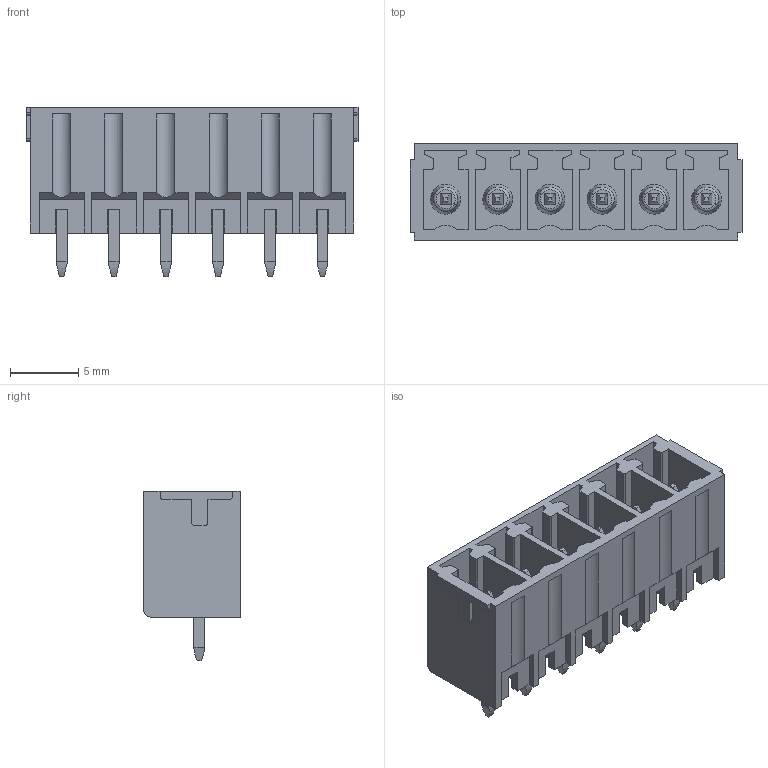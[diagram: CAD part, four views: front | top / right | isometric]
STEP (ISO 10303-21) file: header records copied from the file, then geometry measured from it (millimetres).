
FILE_DESCRIPTION(('CATIA V5 STEP Exchange','CAx-IF Rec.Pracs.--- Model Styling and Organization---1.2---2011-12-15'),'2;1');
FILE_NAME ('D1459816_0', '2018-09-29T05:15:04+00:00', ('none'), ('Weidmueller'), 'CATIA Version 5-6 Release 2014', 'CATIA V5 STEP AP214', 'none');
FILE_SCHEMA(('AUTOMOTIVE_DESIGN { 1 0 10303 214 1 1 1 1 }'));
Length unit declared in the file: millimetre
Products named in the file (1): 1942880000
Bounding box: 24.25 x 7.05 x 12.4 mm (x, y, z)
Volume: 695.2 mm3; surface area: 2261.3 mm2
Topology: 7 solids, 7 shells, 473 faces, 1352 edges, 911 vertices
Faces by surface type: plane 344, cylinder 105, cone 12, torus 12
Entity records: 14412 total; most frequent: CARTESIAN_POINT 2820, ORIENTED_EDGE 2704, DIRECTION 1870, EDGE_CURVE 1352, VECTOR 1070, LINE 1070, VERTEX_POINT 911, AXIS2_PLACEMENT_3D 515
